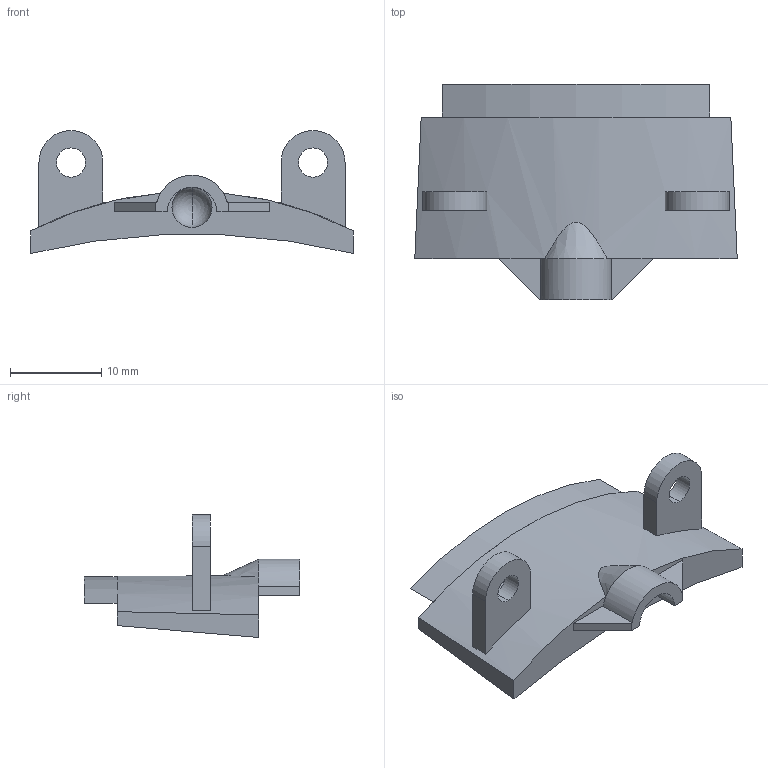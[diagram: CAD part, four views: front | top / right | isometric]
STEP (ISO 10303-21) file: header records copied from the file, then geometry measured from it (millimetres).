
FILE_DESCRIPTION((''),'2;1');
FILE_NAME('PRT0001','2025-09-12T21:40:49',('Kane'),(''),'CREO PARAMETRIC BY PTC INC, 2023424','CREO PARAMETRIC BY PTC INC, 2023424','');
FILE_SCHEMA(('CONFIG_CONTROL_DESIGN'));
Length unit declared in the file: millimetre
Products named in the file (1): PRT0001
Bounding box: 35.3 x 23.6 x 13.46 mm (x, y, z)
Volume: 2320.6 mm3; surface area: 2085.7 mm2
Topology: 1 solids, 1 shells, 35 faces, 89 edges, 57 vertices
Faces by surface type: plane 21, cylinder 10, cone 2, sphere 2
Entity records: 1123 total; most frequent: CARTESIAN_POINT 215, DIRECTION 186, ORIENTED_EDGE 174, EDGE_CURVE 87, AXIS2_PLACEMENT_3D 69, VERTEX_POINT 57, VECTOR 48, LINE 48
